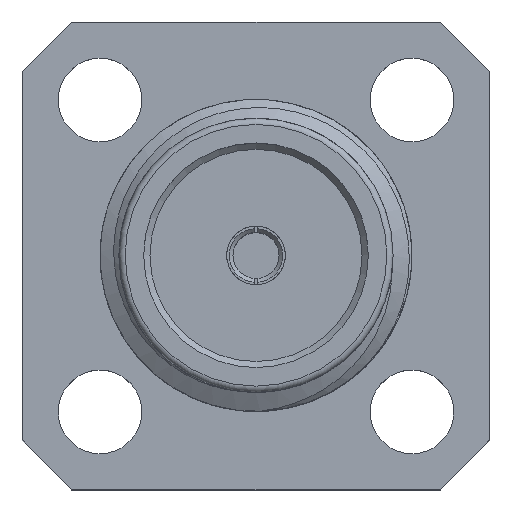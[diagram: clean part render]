
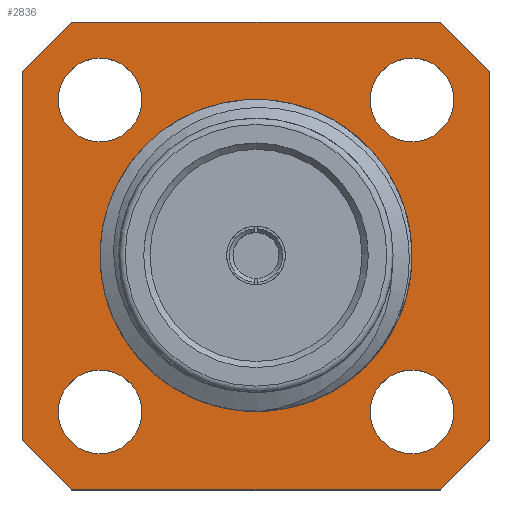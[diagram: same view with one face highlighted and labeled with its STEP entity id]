
A CAD part, top view. The second image highlights one B-rep face of the part: STEP entity #2836.
In plain terms, the highlighted planar face has unit normal (0, 0, 1).
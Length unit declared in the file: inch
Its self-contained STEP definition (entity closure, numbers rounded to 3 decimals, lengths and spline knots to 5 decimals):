
#11 = CARTESIAN_POINT ( 'NONE',  ( 0., 0., 0. ) ) ;
#14 = ORIENTED_EDGE ( 'NONE', *, *, #1576, .T. ) ;
#37 = EDGE_CURVE ( 'NONE', #1757, #425, #471, .T. ) ;
#49 = CIRCLE ( 'NONE', #1759, 0.0335 ) ;
#51 = FACE_OUTER_BOUND ( 'NONE', #1367, .T. ) ;
#70 = ORIENTED_EDGE ( 'NONE', *, *, #2976, .T. ) ;
#81 = LINE ( 'NONE', #631, #3124 ) ;
#144 = CARTESIAN_POINT ( 'NONE',  ( -0.1875, 0.1475, 0. ) ) ;
#180 = DIRECTION ( 'NONE',  ( -1., 0., 0. ) ) ;
#218 = ORIENTED_EDGE ( 'NONE', *, *, #793, .F. ) ;
#224 = EDGE_CURVE ( 'NONE', #2175, #2175, #49, .T. ) ;
#290 = FACE_BOUND ( 'NONE', #498, .T. ) ;
#328 = VERTEX_POINT ( 'NONE', #806 ) ;
#393 = DIRECTION ( 'NONE',  ( 0., 0., -1. ) ) ;
#417 = VERTEX_POINT ( 'NONE', #2655 ) ;
#425 = VERTEX_POINT ( 'NONE', #582 ) ;
#437 = CARTESIAN_POINT ( 'NONE',  ( -0.125, 0.125, 0. ) ) ;
#471 = LINE ( 'NONE', #1463, #1495 ) ;
#498 = EDGE_LOOP ( 'NONE', ( #218 ) ) ;
#522 = CARTESIAN_POINT ( 'NONE',  ( 0.1875, 0.1475, 0. ) ) ;
#582 = CARTESIAN_POINT ( 'NONE',  ( 0.1475, 0.1875, 0. ) ) ;
#618 = EDGE_CURVE ( 'NONE', #425, #1654, #2407, .T. ) ;
#631 = CARTESIAN_POINT ( 'NONE',  ( -0.1875, -0.1875, 0. ) ) ;
#664 = VECTOR ( 'NONE', #2553, 39.37008 ) ;
#678 = VERTEX_POINT ( 'NONE', #707 ) ;
#686 = FACE_BOUND ( 'NONE', #756, .T. ) ;
#707 = CARTESIAN_POINT ( 'NONE',  ( -0.11489, 0., 0. ) ) ;
#728 = DIRECTION ( 'NONE',  ( -0.707, 0.707, 0. ) ) ;
#756 = EDGE_LOOP ( 'NONE', ( #1884 ) ) ;
#790 = FACE_BOUND ( 'NONE', #1715, .T. ) ;
#793 = EDGE_CURVE ( 'NONE', #417, #417, #2545, .T. ) ;
#806 = CARTESIAN_POINT ( 'NONE',  ( 0.1475, -0.1875, 0. ) ) ;
#841 = ORIENTED_EDGE ( 'NONE', *, *, #2698, .T. ) ;
#883 = VERTEX_POINT ( 'NONE', #1427 ) ;
#913 = CARTESIAN_POINT ( 'NONE',  ( -0.1875, 0.1875, 0. ) ) ;
#929 = EDGE_CURVE ( 'NONE', #2373, #2373, #1706, .T. ) ;
#938 = EDGE_LOOP ( 'NONE', ( #2377 ) ) ;
#974 = CARTESIAN_POINT ( 'NONE',  ( -0.125, -0.125, 0. ) ) ;
#1034 = PLANE ( 'NONE',  #1958 ) ;
#1055 = CARTESIAN_POINT ( 'NONE',  ( 0.1875, -0.1875, 0. ) ) ;
#1079 = CARTESIAN_POINT ( 'NONE',  ( -0.1875, -0.1475, 0. ) ) ;
#1083 = AXIS2_PLACEMENT_3D ( 'NONE', #2076, #1577, #1882 ) ;
#1132 = VECTOR ( 'NONE', #2872, 39.37008 ) ;
#1367 = EDGE_LOOP ( 'NONE', ( #1687, #2366, #70, #2222, #2930, #1690, #1521, #14 ) ) ;
#1427 = CARTESIAN_POINT ( 'NONE',  ( 0.1585, -0.125, 0. ) ) ;
#1431 = DIRECTION ( 'NONE',  ( 1., 0., 0. ) ) ;
#1463 = CARTESIAN_POINT ( 'NONE',  ( 0.1875, 0.1475, 0. ) ) ;
#1495 = VECTOR ( 'NONE', #728, 39.37008 ) ;
#1521 = ORIENTED_EDGE ( 'NONE', *, *, #618, .T. ) ;
#1532 = CARTESIAN_POINT ( 'NONE',  ( -0.1475, 0.1875, 0. ) ) ;
#1546 = VERTEX_POINT ( 'NONE', #1079 ) ;
#1576 = EDGE_CURVE ( 'NONE', #1654, #3232, #1587, .T. ) ;
#1577 = DIRECTION ( 'NONE',  ( 0., 0., 1. ) ) ;
#1587 = LINE ( 'NONE', #2088, #2962 ) ;
#1592 = CARTESIAN_POINT ( 'NONE',  ( -0.1475, -0.1875, 0. ) ) ;
#1599 = CIRCLE ( 'NONE', #1758, 0.0335 ) ;
#1607 = LINE ( 'NONE', #1622, #2438 ) ;
#1622 = CARTESIAN_POINT ( 'NONE',  ( 0.1475, -0.1875, 0. ) ) ;
#1627 = DIRECTION ( 'NONE',  ( 1., 0., 0. ) ) ;
#1654 = VERTEX_POINT ( 'NONE', #1532 ) ;
#1669 = DIRECTION ( 'NONE',  ( 0.707, 0.707, 0. ) ) ;
#1673 = EDGE_CURVE ( 'NONE', #2274, #1757, #2496, .T. ) ;
#1687 = ORIENTED_EDGE ( 'NONE', *, *, #3116, .T. ) ;
#1690 = ORIENTED_EDGE ( 'NONE', *, *, #37, .T. ) ;
#1706 = CIRCLE ( 'NONE', #1083, 0.0335 ) ;
#1715 = EDGE_LOOP ( 'NONE', ( #841 ) ) ;
#1753 = DIRECTION ( 'NONE',  ( 0., 0., -1. ) ) ;
#1757 = VERTEX_POINT ( 'NONE', #522 ) ;
#1758 = AXIS2_PLACEMENT_3D ( 'NONE', #2601, #2651, #2101 ) ;
#1759 = AXIS2_PLACEMENT_3D ( 'NONE', #437, #3153, #1431 ) ;
#1788 = FACE_BOUND ( 'NONE', #938, .T. ) ;
#1793 = DIRECTION ( 'NONE',  ( 0., 1., 0. ) ) ;
#1809 = AXIS2_PLACEMENT_3D ( 'NONE', #2628, #393, #2151 ) ;
#1842 = CARTESIAN_POINT ( 'NONE',  ( 0.1875, -0.1475, 0. ) ) ;
#1882 = DIRECTION ( 'NONE',  ( 1., 0., 0. ) ) ;
#1884 = ORIENTED_EDGE ( 'NONE', *, *, #224, .F. ) ;
#1934 = EDGE_LOOP ( 'NONE', ( #2198 ) ) ;
#1958 = AXIS2_PLACEMENT_3D ( 'NONE', #11, #1753, #2948 ) ;
#2042 = CARTESIAN_POINT ( 'NONE',  ( -0.1875, -0.1875, 0. ) ) ;
#2076 = CARTESIAN_POINT ( 'NONE',  ( 0.125, 0.125, 0. ) ) ;
#2088 = CARTESIAN_POINT ( 'NONE',  ( -0.1475, 0.1875, 0. ) ) ;
#2097 = VERTEX_POINT ( 'NONE', #1592 ) ;
#2101 = DIRECTION ( 'NONE',  ( 1., 0., 0. ) ) ;
#2147 = DIRECTION ( 'NONE',  ( 0., 0., 1. ) ) ;
#2151 = DIRECTION ( 'NONE',  ( -1., 0., 0. ) ) ;
#2166 = FACE_BOUND ( 'NONE', #1934, .T. ) ;
#2175 = VERTEX_POINT ( 'NONE', #2406 ) ;
#2198 = ORIENTED_EDGE ( 'NONE', *, *, #2430, .F. ) ;
#2222 = ORIENTED_EDGE ( 'NONE', *, *, #3216, .T. ) ;
#2223 = CIRCLE ( 'NONE', #1809, 0.11489 ) ;
#2231 = EDGE_CURVE ( 'NONE', #1546, #2097, #2287, .T. ) ;
#2274 = VERTEX_POINT ( 'NONE', #1842 ) ;
#2287 = LINE ( 'NONE', #2799, #664 ) ;
#2342 = DIRECTION ( 'NONE',  ( 0., -1., 0. ) ) ;
#2366 = ORIENTED_EDGE ( 'NONE', *, *, #2231, .T. ) ;
#2373 = VERTEX_POINT ( 'NONE', #2954 ) ;
#2377 = ORIENTED_EDGE ( 'NONE', *, *, #929, .F. ) ;
#2406 = CARTESIAN_POINT ( 'NONE',  ( -0.0915, 0.125, 0. ) ) ;
#2407 = LINE ( 'NONE', #913, #2440 ) ;
#2430 = EDGE_CURVE ( 'NONE', #883, #883, #1599, .T. ) ;
#2438 = VECTOR ( 'NONE', #1669, 39.37008 ) ;
#2440 = VECTOR ( 'NONE', #180, 39.37008 ) ;
#2496 = LINE ( 'NONE', #1055, #2591 ) ;
#2545 = CIRCLE ( 'NONE', #2969, 0.0335 ) ;
#2553 = DIRECTION ( 'NONE',  ( 0.707, -0.707, 0. ) ) ;
#2591 = VECTOR ( 'NONE', #1793, 39.37008 ) ;
#2601 = CARTESIAN_POINT ( 'NONE',  ( 0.125, -0.125, 0. ) ) ;
#2606 = LINE ( 'NONE', #2042, #1132 ) ;
#2628 = CARTESIAN_POINT ( 'NONE',  ( 0., 0., 0. ) ) ;
#2651 = DIRECTION ( 'NONE',  ( 0., 0., 1. ) ) ;
#2655 = CARTESIAN_POINT ( 'NONE',  ( -0.0915, -0.125, 0. ) ) ;
#2698 = EDGE_CURVE ( 'NONE', #678, #678, #2223, .T. ) ;
#2799 = CARTESIAN_POINT ( 'NONE',  ( -0.1875, -0.1475, 0. ) ) ;
#2836 = ADVANCED_FACE ( 'NONE', ( #686, #1788, #2166, #290, #790, #51 ), #1034, .F. ) ;
#2872 = DIRECTION ( 'NONE',  ( 1., 0., 0. ) ) ;
#2930 = ORIENTED_EDGE ( 'NONE', *, *, #1673, .T. ) ;
#2948 = DIRECTION ( 'NONE',  ( 0., -1., 0. ) ) ;
#2954 = CARTESIAN_POINT ( 'NONE',  ( 0.1585, 0.125, 0. ) ) ;
#2962 = VECTOR ( 'NONE', #3098, 39.37008 ) ;
#2969 = AXIS2_PLACEMENT_3D ( 'NONE', #974, #2147, #1627 ) ;
#2976 = EDGE_CURVE ( 'NONE', #2097, #328, #2606, .T. ) ;
#3098 = DIRECTION ( 'NONE',  ( -0.707, -0.707, 0. ) ) ;
#3116 = EDGE_CURVE ( 'NONE', #3232, #1546, #81, .T. ) ;
#3124 = VECTOR ( 'NONE', #2342, 39.37008 ) ;
#3153 = DIRECTION ( 'NONE',  ( 0., 0., 1. ) ) ;
#3216 = EDGE_CURVE ( 'NONE', #328, #2274, #1607, .T. ) ;
#3232 = VERTEX_POINT ( 'NONE', #144 ) ;
